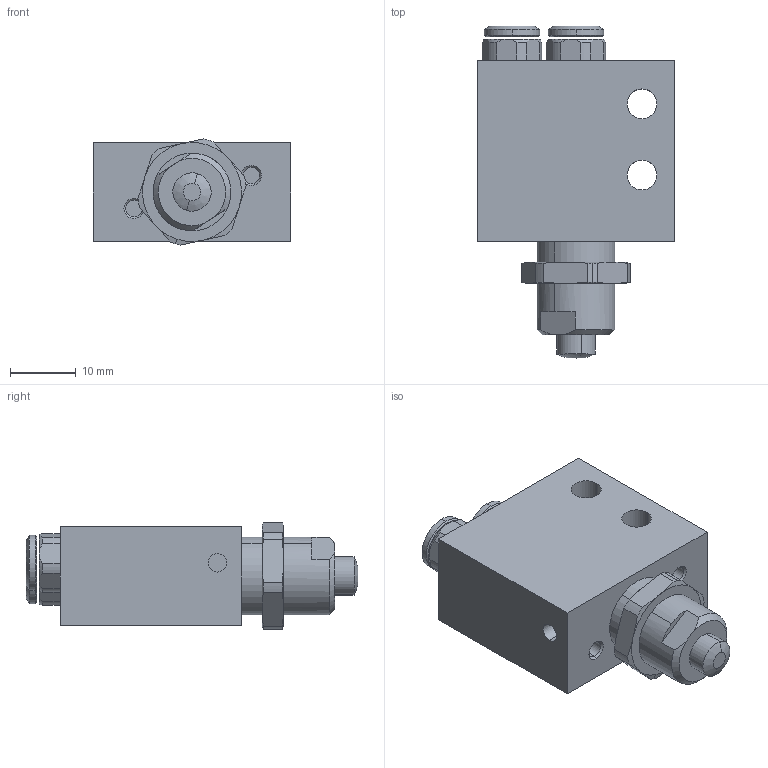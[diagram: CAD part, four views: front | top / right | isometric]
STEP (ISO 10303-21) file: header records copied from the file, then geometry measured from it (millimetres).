
FILE_DESCRIPTION (( 'STEP AP214' ), '1' );
FILE_NAME ('08_116_4.STEP', '2016-01-04T11:12:51', ( '' ), ( '' ), 'SwSTEP 2.0', 'SolidWorks 2016', '' );
FILE_SCHEMA (( 'AUTOMOTIVE_DESIGN' ));
Length unit declared in the file: millimetre
Products named in the file (1): 08_116_4
Bounding box: 30 x 50.31 x 16.12 mm (x, y, z)
Volume: 13856.7 mm3; surface area: 5383.9 mm2
Topology: 3 solids, 3 shells, 136 faces, 334 edges, 213 vertices
Faces by surface type: cylinder 47, cone 46, plane 41, sphere 2
Entity records: 5532 total; most frequent: CARTESIAN_POINT 934, DIRECTION 693, ORIENTED_EDGE 668, EDGE_CURVE 334, AXIS2_PLACEMENT_3D 288, VERTEX_POINT 213, EDGE_LOOP 153, CIRCLE 151
